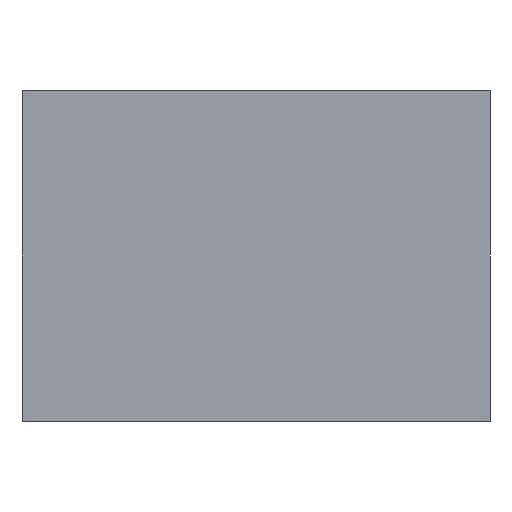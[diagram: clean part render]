
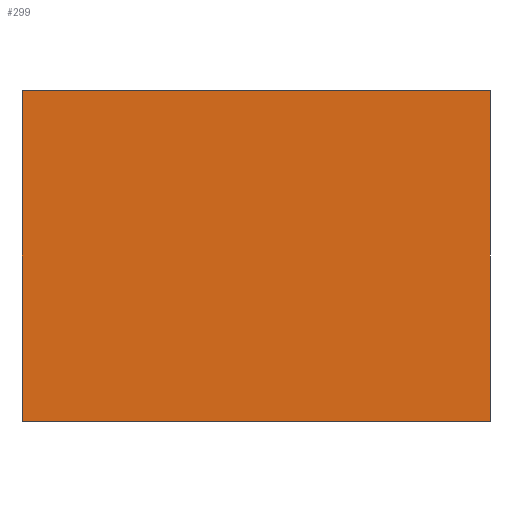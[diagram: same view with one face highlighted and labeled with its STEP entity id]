
A CAD part, left-side view. The second image highlights one B-rep face of the part: STEP entity #299.
In plain terms, the highlighted planar face has unit normal (-1, 0, 0).
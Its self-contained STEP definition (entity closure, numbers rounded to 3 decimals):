
#260=CARTESIAN_POINT('',(-45.0,633.823,0.0));
#261=DIRECTION('',(-1.0,0.0,0.0));
#262=DIRECTION('',(0.0,0.0,1.0));
#263=AXIS2_PLACEMENT_3D('',#260,#261,#262);
#264=PLANE('',#263);
#265=CARTESIAN_POINT('',(-45.0,633.823,10.0));
#266=VERTEX_POINT('',#265);
#267=CARTESIAN_POINT('',(-45.0,648.,10.0));
#268=VERTEX_POINT('',#267);
#269=CARTESIAN_POINT('',(-45.0,633.823,10.0));
#270=DIRECTION('',(0.0,1.0,0.0));
#271=VECTOR('',#270,14.177);
#272=LINE('',#269,#271);
#273=EDGE_CURVE('',#266,#268,#272,.T.);
#274=ORIENTED_EDGE('',*,*,#273,.T.);
#275=CARTESIAN_POINT('',(-45.0,648.,0.0));
#276=VERTEX_POINT('',#275);
#277=CARTESIAN_POINT('',(-45.0,648.,0.0));
#278=DIRECTION('',(0.0,0.0,1.0));
#279=VECTOR('',#278,10.0);
#280=LINE('',#277,#279);
#281=EDGE_CURVE('',#276,#268,#280,.T.);
#282=ORIENTED_EDGE('',*,*,#281,.F.);
#283=CARTESIAN_POINT('',(-45.0,633.823,0.0));
#284=VERTEX_POINT('',#283);
#285=CARTESIAN_POINT('',(-45.0,648.,0.0));
#286=DIRECTION('',(0.0,-1.0,0.0));
#287=VECTOR('',#286,14.177);
#288=LINE('',#285,#287);
#289=EDGE_CURVE('',#276,#284,#288,.T.);
#290=ORIENTED_EDGE('',*,*,#289,.T.);
#291=CARTESIAN_POINT('',(-45.0,633.823,0.0));
#292=DIRECTION('',(0.0,0.0,1.0));
#293=VECTOR('',#292,10.0);
#294=LINE('',#291,#293);
#295=EDGE_CURVE('',#284,#266,#294,.T.);
#296=ORIENTED_EDGE('',*,*,#295,.T.);
#297=EDGE_LOOP('',(#274,#282,#290,#296));
#298=FACE_OUTER_BOUND('',#297,.T.);
#299=ADVANCED_FACE('',(#298),#264,.T.);
